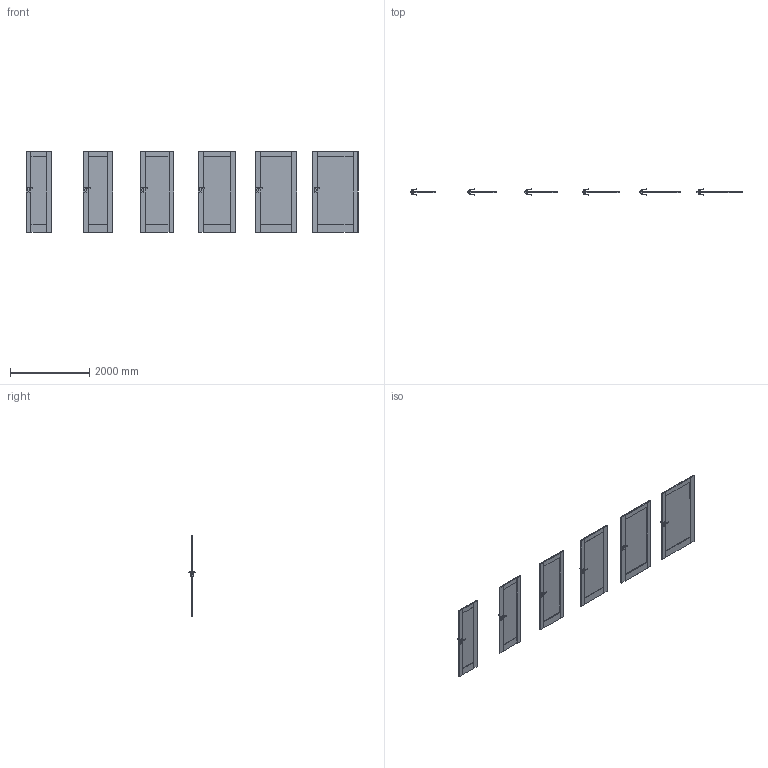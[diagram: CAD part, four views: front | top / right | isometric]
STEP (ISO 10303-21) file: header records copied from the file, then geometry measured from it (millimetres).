
FILE_DESCRIPTION(/* description */ (''),/* implementation_level */ '2;1');
FILE_NAME(/* name */ '049789_A_2-Skrzydło GRANDE model A_ polska norma _PN__ odwrotna przylga..stp',/* time_stamp */ '2024-03-22T09:15:34+01:00',/* author */ (''),/* organization */ (''),/* preprocessor_version */ 'ST-DEVELOPER v16',/* originating_system */ 'SIEMENS PLM Software NX 11.0',/* authorisation */ '');
FILE_SCHEMA (('AUTOMOTIVE_DESIGN { 1 0 10303 214 3 1 1 1 }'));
Length unit declared in the file: millimetre
Products named in the file (1): bkni5300E75Cqmwj
Bounding box: 8389 x 153.27 x 2027 mm (x, y, z)
Volume: 198535979.5 mm3; surface area: 24168143 mm2
Topology: 30 solids, 30 shells, 1284 faces, 3126 edges, 1782 vertices
Faces by surface type: plane 642, cylinder 282, bspline 192, sphere 168
Entity records: 42700 total; most frequent: CARTESIAN_POINT 14449, ORIENTED_EDGE 5916, DIRECTION 5534, EDGE_CURVE 2958, LINE 1848, VECTOR 1848, AXIS2_PLACEMENT_3D 1843, VERTEX_POINT 1782
